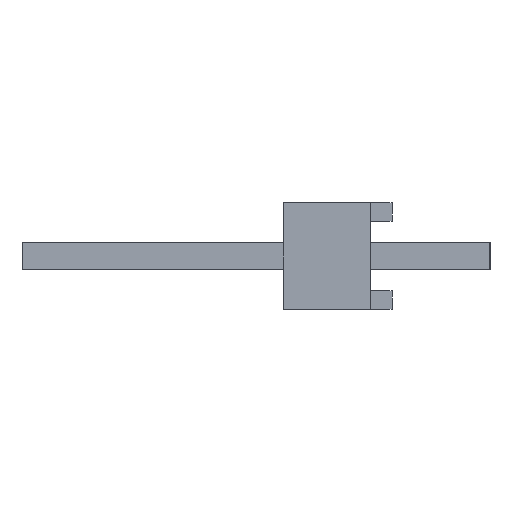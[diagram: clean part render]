
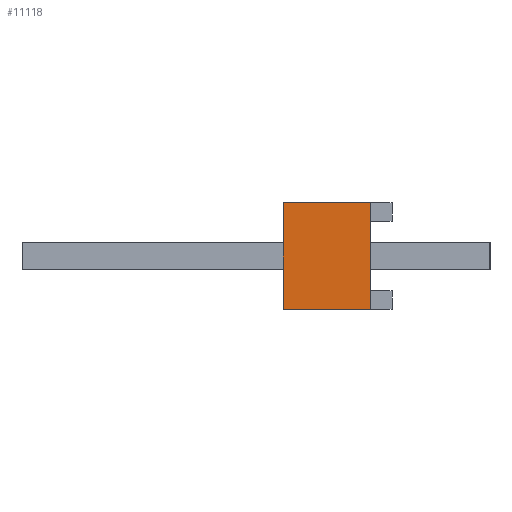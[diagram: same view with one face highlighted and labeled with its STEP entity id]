
A CAD part, left-side view. The second image highlights one B-rep face of the part: STEP entity #11118.
In plain terms, the highlighted planar face has unit normal (-1, 0, 0).
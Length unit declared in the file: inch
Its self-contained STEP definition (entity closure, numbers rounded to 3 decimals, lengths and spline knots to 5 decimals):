
#119 = CARTESIAN_POINT ( 'NONE',  ( -0.5, 0.1, -0.049 ) ) ;
#761 = CARTESIAN_POINT ( 'NONE',  ( -0.5, 0.1, -0.049 ) ) ;
#811 = LINE ( 'NONE', #10075, #10599 ) ;
#1061 = CARTESIAN_POINT ( 'NONE',  ( -0.5, 0.1, -0.049 ) ) ;
#1065 = EDGE_CURVE ( 'NONE', #11067, #11385, #3809, .T. ) ;
#1086 = ORIENTED_EDGE ( 'NONE', *, *, #12825, .F. ) ;
#1107 = PLANE ( 'NONE',  #7076 ) ;
#1769 = DIRECTION ( 'NONE',  ( 0., -1., 0. ) ) ;
#2075 = DIRECTION ( 'NONE',  ( 0., 0., -1. ) ) ;
#2891 = EDGE_LOOP ( 'NONE', ( #5259, #1086, #7022, #12231 ) ) ;
#2948 = DIRECTION ( 'NONE',  ( 0., -1., 0. ) ) ;
#3809 = LINE ( 'NONE', #761, #11406 ) ;
#4674 = LINE ( 'NONE', #10896, #8301 ) ;
#5259 = ORIENTED_EDGE ( 'NONE', *, *, #9211, .F. ) ;
#5493 = CARTESIAN_POINT ( 'NONE',  ( -0.5, 0.02, -0.049 ) ) ;
#5901 = CARTESIAN_POINT ( 'NONE',  ( -0.5, 0.1, 0.049 ) ) ;
#5932 = FACE_OUTER_BOUND ( 'NONE', #2891, .T. ) ;
#6197 = DIRECTION ( 'NONE',  ( 1., 0., 0. ) ) ;
#6680 = DIRECTION ( 'NONE',  ( 0., 0., 1. ) ) ;
#7022 = ORIENTED_EDGE ( 'NONE', *, *, #10835, .F. ) ;
#7029 = CARTESIAN_POINT ( 'NONE',  ( -0.5, 0.02, 0.049 ) ) ;
#7036 = DIRECTION ( 'NONE',  ( 0., 0., -1. ) ) ;
#7076 = AXIS2_PLACEMENT_3D ( 'NONE', #1061, #6197, #2075 ) ;
#7454 = LINE ( 'NONE', #5901, #9042 ) ;
#8301 = VECTOR ( 'NONE', #6680, 39.37008 ) ;
#9042 = VECTOR ( 'NONE', #2948, 39.37008 ) ;
#9211 = EDGE_CURVE ( 'NONE', #11015, #11385, #811, .T. ) ;
#9810 = CARTESIAN_POINT ( 'NONE',  ( -0.5, 0.1, 0.049 ) ) ;
#10075 = CARTESIAN_POINT ( 'NONE',  ( -0.5, 0.02, -0.049 ) ) ;
#10599 = VECTOR ( 'NONE', #7036, 39.37008 ) ;
#10761 = VERTEX_POINT ( 'NONE', #9810 ) ;
#10835 = EDGE_CURVE ( 'NONE', #11067, #10761, #4674, .T. ) ;
#10896 = CARTESIAN_POINT ( 'NONE',  ( -0.5, 0.1, -0.049 ) ) ;
#11015 = VERTEX_POINT ( 'NONE', #7029 ) ;
#11067 = VERTEX_POINT ( 'NONE', #119 ) ;
#11118 = ADVANCED_FACE ( 'NONE', ( #5932 ), #1107, .F. ) ;
#11385 = VERTEX_POINT ( 'NONE', #5493 ) ;
#11406 = VECTOR ( 'NONE', #1769, 39.37008 ) ;
#12231 = ORIENTED_EDGE ( 'NONE', *, *, #1065, .T. ) ;
#12825 = EDGE_CURVE ( 'NONE', #10761, #11015, #7454, .T. ) ;
